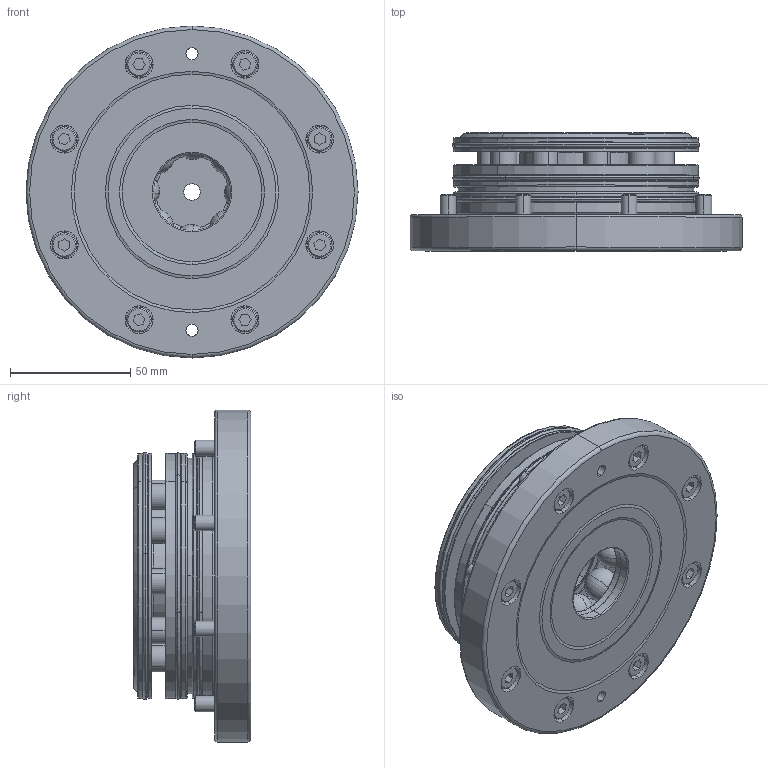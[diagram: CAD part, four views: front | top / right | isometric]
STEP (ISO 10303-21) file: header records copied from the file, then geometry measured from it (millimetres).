
FILE_DESCRIPTION (( 'STEP AP203' ), '1' );
FILE_NAME ('LQNC-20.STEP', '2020-03-19T00:44:40', ( 'td' ), ( '' ), 'SwSTEP 2.0', 'SolidWorks 2018', '' );
FILE_SCHEMA (( 'CONFIG_CONTROL_DESIGN' ));
Length unit declared in the file: millimetre
Products named in the file (1): LQNC-20
Bounding box: 138 x 49 x 138 mm (x, y, z)
Volume: 429287 mm3; surface area: 89325.4 mm2
Topology: 16 solids, 27 shells, 729 faces, 1679 edges, 1005 vertices
Faces by surface type: plane 276, cylinder 179, cone 169, torus 85, sphere 16, bspline 4
Entity records: 21214 total; most frequent: CARTESIAN_POINT 4613, DIRECTION 3758, ORIENTED_EDGE 3182, EDGE_CURVE 1591, AXIS2_PLACEMENT_3D 1510, VERTEX_POINT 973, EDGE_LOOP 840, CIRCLE 784
